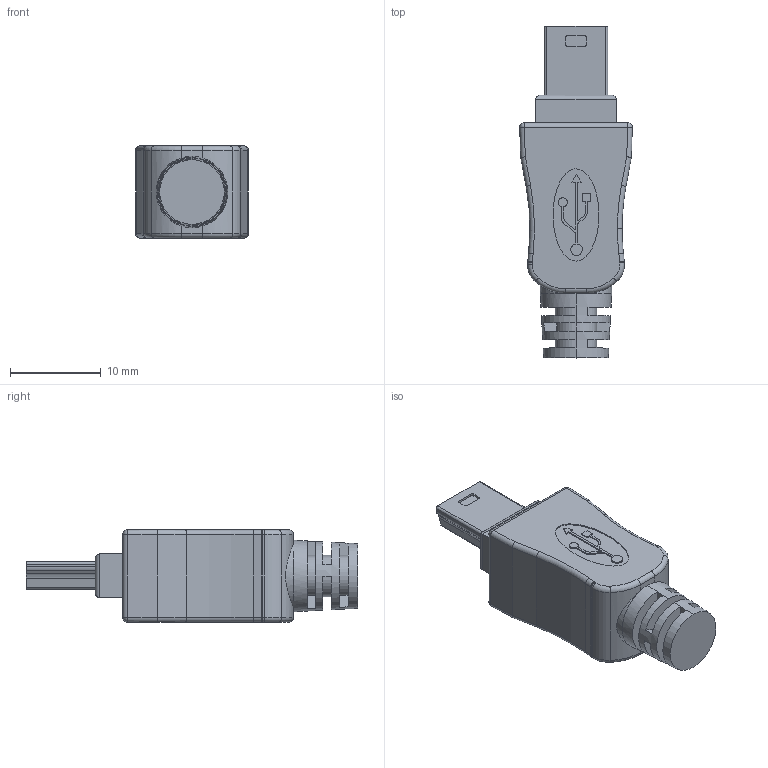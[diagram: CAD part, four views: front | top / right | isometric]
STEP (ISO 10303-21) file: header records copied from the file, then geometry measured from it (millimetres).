
FILE_DESCRIPTION (( 'STEP AP214' ), '1' );
FILE_NAME ('USB mini USB.STEP', '2018-07-03T21:46:10', ( '' ), ( '' ), 'SwSTEP 2.0', 'SolidWorks 2015', '' );
FILE_SCHEMA (( 'AUTOMOTIVE_DESIGN' ));
Length unit declared in the file: inch
Products named in the file (1): USB mini USB
Bounding box: 12.41 x 36.58 x 10.16 mm (x, y, z)
Volume: 2482.3 mm3; surface area: 1634.4 mm2
Topology: 2 solids, 2 shells, 258 faces, 674 edges, 426 vertices
Faces by surface type: plane 130, cylinder 96, torus 20, sphere 6, bspline 4, cone 2
Entity records: 9026 total; most frequent: CARTESIAN_POINT 1497, DIRECTION 1394, ORIENTED_EDGE 1340, EDGE_CURVE 670, AXIS2_PLACEMENT_3D 487, VERTEX_POINT 426, VECTOR 420, LINE 420
